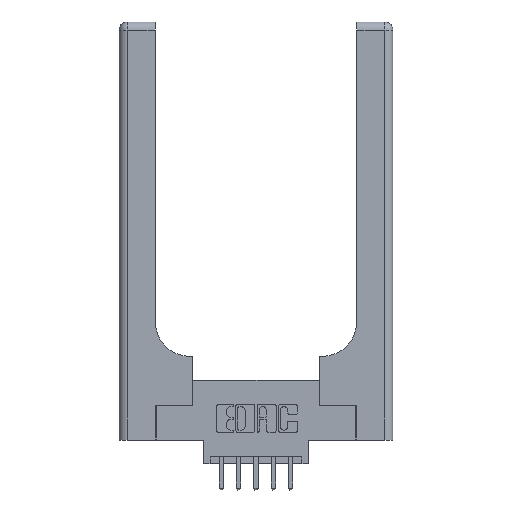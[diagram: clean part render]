
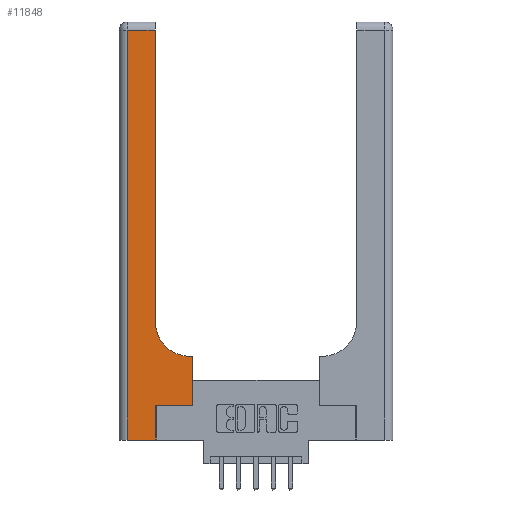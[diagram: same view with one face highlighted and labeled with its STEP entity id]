
A CAD part, top view. The second image highlights one B-rep face of the part: STEP entity #11848.
In plain terms, the highlighted planar face has unit normal (0, 0, 1).
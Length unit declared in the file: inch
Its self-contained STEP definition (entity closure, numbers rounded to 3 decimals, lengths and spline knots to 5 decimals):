
#111 = EDGE_CURVE ( 'NONE', #10541, #10768, #4548, .T. ) ;
#166 = ORIENTED_EDGE ( 'NONE', *, *, #2566, .T. ) ;
#337 = LINE ( 'NONE', #1314, #2846 ) ;
#766 = DIRECTION ( 'NONE',  ( -1., 0., 0. ) ) ;
#877 = DIRECTION ( 'NONE',  ( -1., 0., 0. ) ) ;
#1193 = LINE ( 'NONE', #10096, #12414 ) ;
#1242 = VECTOR ( 'NONE', #12959, 39.37008 ) ;
#1314 = CARTESIAN_POINT ( 'NONE',  ( 0.265, 0., 0.37 ) ) ;
#1398 = VECTOR ( 'NONE', #877, 39.37008 ) ;
#2044 = EDGE_CURVE ( 'NONE', #13192, #12885, #3917, .T. ) ;
#2048 = AXIS2_PLACEMENT_3D ( 'NONE', #3006, #10363, #4042 ) ;
#2078 = ORIENTED_EDGE ( 'NONE', *, *, #3391, .T. ) ;
#2566 = EDGE_CURVE ( 'NONE', #13157, #10541, #11977, .T. ) ;
#2660 = CARTESIAN_POINT ( 'NONE',  ( 0.26, 0.6, 0.37 ) ) ;
#2846 = VECTOR ( 'NONE', #6612, 39.37008 ) ;
#2862 = PLANE ( 'NONE',  #8710 ) ;
#3006 = CARTESIAN_POINT ( 'NONE',  ( 0.51, 0.85, 0.37 ) ) ;
#3391 = EDGE_CURVE ( 'NONE', #6346, #13192, #6549, .T. ) ;
#3663 = DIRECTION ( 'NONE',  ( 0., -1., 0. ) ) ;
#3701 = CARTESIAN_POINT ( 'NONE',  ( 0., 0., 0.37 ) ) ;
#3714 = DIRECTION ( 'NONE',  ( -1., 0., 0. ) ) ;
#3907 = CARTESIAN_POINT ( 'NONE',  ( 0., 3., 0.37 ) ) ;
#3917 = LINE ( 'NONE', #2660, #11992 ) ;
#4042 = DIRECTION ( 'NONE',  ( 1., 0., 0. ) ) ;
#4263 = CARTESIAN_POINT ( 'NONE',  ( 0.06, 2.94, 0.37 ) ) ;
#4289 = CARTESIAN_POINT ( 'NONE',  ( 0.528, 0.25, 0.37 ) ) ;
#4548 = LINE ( 'NONE', #13543, #1398 ) ;
#6346 = VERTEX_POINT ( 'NONE', #4289 ) ;
#6549 = LINE ( 'NONE', #11893, #1242 ) ;
#6612 = DIRECTION ( 'NONE',  ( 0., 1., 0. ) ) ;
#6913 = ORIENTED_EDGE ( 'NONE', *, *, #9421, .T. ) ;
#6947 = EDGE_LOOP ( 'NONE', ( #166, #10621, #9456, #11612, #9159, #11533, #2078, #13332, #6913 ) ) ;
#7058 = VECTOR ( 'NONE', #9922, 39.37008 ) ;
#7070 = CARTESIAN_POINT ( 'NONE',  ( 0.06, 0., 0.37 ) ) ;
#7112 = DIRECTION ( 'NONE',  ( 0., 0., -1. ) ) ;
#7164 = VERTEX_POINT ( 'NONE', #7070 ) ;
#7355 = FACE_OUTER_BOUND ( 'NONE', #6947, .T. ) ;
#7419 = LINE ( 'NONE', #3701, #12682 ) ;
#7561 = CIRCLE ( 'NONE', #2048, 0.25 ) ;
#7860 = CARTESIAN_POINT ( 'NONE',  ( 0.06, 3., 0.37 ) ) ;
#8053 = EDGE_CURVE ( 'NONE', #7164, #8541, #7419, .T. ) ;
#8541 = VERTEX_POINT ( 'NONE', #10636 ) ;
#8691 = CARTESIAN_POINT ( 'NONE',  ( 0.51, 0.6, 0.37 ) ) ;
#8710 = AXIS2_PLACEMENT_3D ( 'NONE', #3907, #7112, #766 ) ;
#9159 = ORIENTED_EDGE ( 'NONE', *, *, #13497, .T. ) ;
#9421 = EDGE_CURVE ( 'NONE', #12885, #13157, #7561, .T. ) ;
#9456 = ORIENTED_EDGE ( 'NONE', *, *, #12312, .T. ) ;
#9702 = VERTEX_POINT ( 'NONE', #12062 ) ;
#9922 = DIRECTION ( 'NONE',  ( 0., 1., 0. ) ) ;
#10096 = CARTESIAN_POINT ( 'NONE',  ( 0.265, 0.25, 0.37 ) ) ;
#10363 = DIRECTION ( 'NONE',  ( 0., 0., -1. ) ) ;
#10541 = VERTEX_POINT ( 'NONE', #13404 ) ;
#10621 = ORIENTED_EDGE ( 'NONE', *, *, #111, .T. ) ;
#10636 = CARTESIAN_POINT ( 'NONE',  ( 0.265, 0., 0.37 ) ) ;
#10768 = VERTEX_POINT ( 'NONE', #4263 ) ;
#10786 = VECTOR ( 'NONE', #3663, 39.37008 ) ;
#11076 = CARTESIAN_POINT ( 'NONE',  ( 0.26, 3., 0.37 ) ) ;
#11123 = DIRECTION ( 'NONE',  ( 1., 0., 0. ) ) ;
#11208 = DIRECTION ( 'NONE',  ( 1., 0., 0. ) ) ;
#11533 = ORIENTED_EDGE ( 'NONE', *, *, #13122, .T. ) ;
#11612 = ORIENTED_EDGE ( 'NONE', *, *, #8053, .T. ) ;
#11848 = ADVANCED_FACE ( 'NONE', ( #7355 ), #2862, .F. ) ;
#11893 = CARTESIAN_POINT ( 'NONE',  ( 0.528, 0.25, 0.37 ) ) ;
#11977 = LINE ( 'NONE', #11076, #7058 ) ;
#11992 = VECTOR ( 'NONE', #3714, 39.37008 ) ;
#12062 = CARTESIAN_POINT ( 'NONE',  ( 0.265, 0.25, 0.37 ) ) ;
#12312 = EDGE_CURVE ( 'NONE', #10768, #7164, #13611, .T. ) ;
#12359 = CARTESIAN_POINT ( 'NONE',  ( 0.528, 0.6, 0.37 ) ) ;
#12414 = VECTOR ( 'NONE', #11208, 39.37008 ) ;
#12682 = VECTOR ( 'NONE', #11123, 39.37008 ) ;
#12885 = VERTEX_POINT ( 'NONE', #8691 ) ;
#12959 = DIRECTION ( 'NONE',  ( 0., 1., 0. ) ) ;
#13122 = EDGE_CURVE ( 'NONE', #9702, #6346, #1193, .T. ) ;
#13157 = VERTEX_POINT ( 'NONE', #13391 ) ;
#13192 = VERTEX_POINT ( 'NONE', #12359 ) ;
#13332 = ORIENTED_EDGE ( 'NONE', *, *, #2044, .T. ) ;
#13391 = CARTESIAN_POINT ( 'NONE',  ( 0.26, 0.85, 0.37 ) ) ;
#13404 = CARTESIAN_POINT ( 'NONE',  ( 0.26, 2.94, 0.37 ) ) ;
#13497 = EDGE_CURVE ( 'NONE', #8541, #9702, #337, .T. ) ;
#13543 = CARTESIAN_POINT ( 'NONE',  ( 0., 2.94, 0.37 ) ) ;
#13611 = LINE ( 'NONE', #7860, #10786 ) ;
